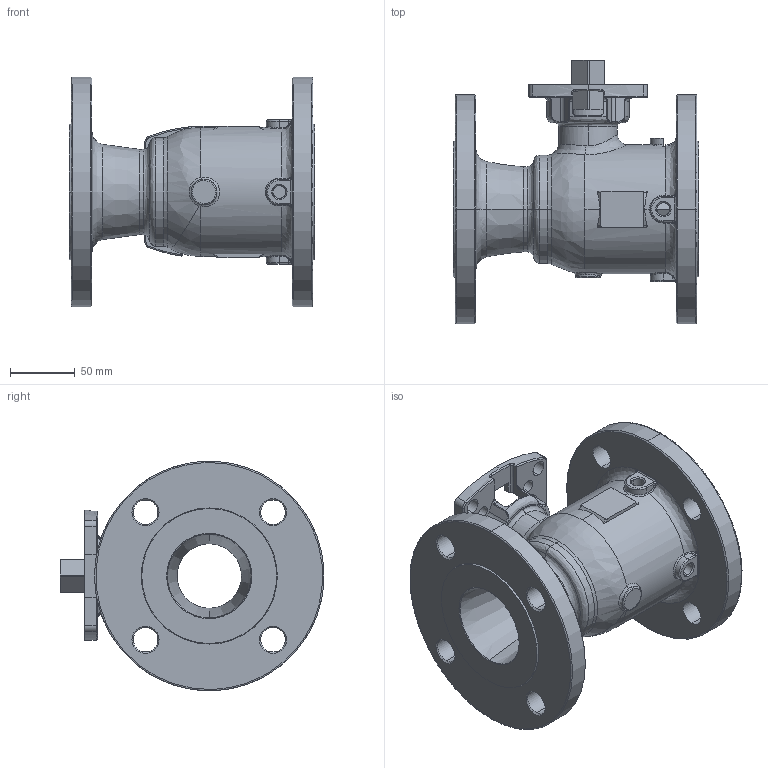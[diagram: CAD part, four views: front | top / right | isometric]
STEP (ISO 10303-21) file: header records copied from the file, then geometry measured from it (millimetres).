
FILE_DESCRIPTION (( 'STEP AP214' ), '1' );
FILE_NAME ('F91-F1-0250-XXX BARE STEM.step', '2019-11-14T18:09:17', ( '' ), ( '' ), 'SwSTEP 2.0', 'SolidWorks 2019', '' );
FILE_SCHEMA (( 'AUTOMOTIVE_DESIGN' ));
Length unit declared in the file: inch
Products named in the file (2): F91-F1-0250-XXX BARE STEM
Bounding box: 190.5 x 204.55 x 177.8 mm (x, y, z)
Surface area: 202232.2 mm2 (no closed solid volume)
Topology: 0 solids, 3 shells, 399 faces, 1057 edges, 645 vertices
Faces by surface type: cylinder 147, bspline 115, plane 76, cone 61
Entity records: 67928 total; most frequent: CARTESIAN_POINT 53703, ORIENTED_EDGE 2012, DIRECTION 1650, EDGE_CURVE 1053, VERTEX_POINT 645, AXIS2_PLACEMENT_3D 642, EDGE_LOOP 446, DIMENSIONAL_EXPONENTS 401
